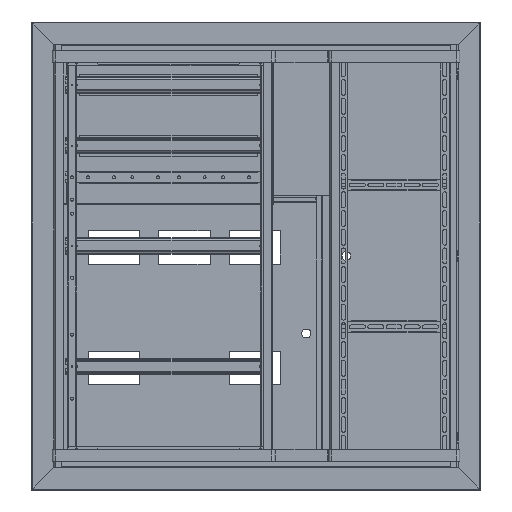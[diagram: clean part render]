
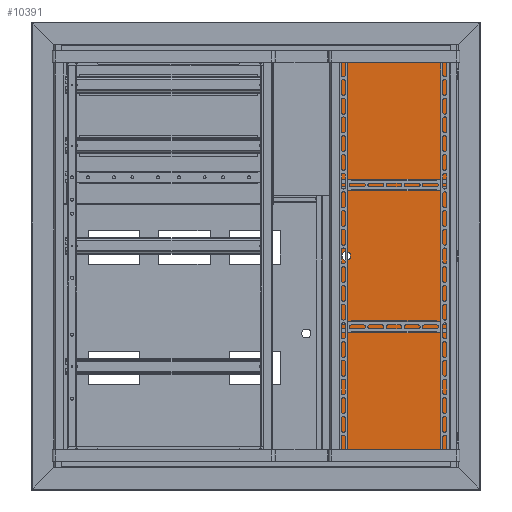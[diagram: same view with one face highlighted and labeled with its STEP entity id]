
A CAD part, top view. The second image highlights one B-rep face of the part: STEP entity #10391.
In plain terms, the highlighted planar face has unit normal (0, 0, 1).
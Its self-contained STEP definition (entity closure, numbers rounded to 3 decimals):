
#10391=ADVANCED_FACE('',(#21755,#21757),#21759,.T.);
#21755=FACE_BOUND('',#21756,.T.);
#21756=EDGE_LOOP('',(#29338,#29339,#29340,#29341));
#21757=FACE_BOUND('',#21758,.T.);
#21758=EDGE_LOOP('',(#29342,#29343,#29344,#29345));
#21759=PLANE('',#21760);
#21760=AXIS2_PLACEMENT_3D('',#21761,#21762,#21763);
#21761=CARTESIAN_POINT('',(0.,0.,0.));
#21762=DIRECTION('',(0.,0.,1.));
#21763=DIRECTION('',(1.,0.,0.));
#29338=ORIENTED_EDGE('',*,*,#33182,.F.);
#29339=ORIENTED_EDGE('',*,*,#33183,.F.);
#29340=ORIENTED_EDGE('',*,*,#33184,.F.);
#29341=ORIENTED_EDGE('',*,*,#33185,.F.);
#29342=ORIENTED_EDGE('',*,*,#33186,.F.);
#29343=ORIENTED_EDGE('',*,*,#33187,.F.);
#29344=ORIENTED_EDGE('',*,*,#33188,.F.);
#29345=ORIENTED_EDGE('',*,*,#33189,.F.);
#33182=EDGE_CURVE('',#37428,#37429,#37430,.T.);
#33183=EDGE_CURVE('',#37431,#37428,#37432,.T.);
#33184=EDGE_CURVE('',#37433,#37431,#37434,.T.);
#33185=EDGE_CURVE('',#37429,#37433,#37435,.T.);
#33186=EDGE_CURVE('',#37436,#37437,#37438,.T.);
#33187=EDGE_CURVE('',#37439,#37436,#37440,.T.);
#33188=EDGE_CURVE('',#37441,#37439,#37442,.T.);
#33189=EDGE_CURVE('',#37437,#37441,#37443,.T.);
#37428=VERTEX_POINT('',#48075);
#37429=VERTEX_POINT('',#48076);
#37430=LINE('',#48077,#48078);
#37431=VERTEX_POINT('',#48080);
#37432=LINE('',#48081,#48082);
#37433=VERTEX_POINT('',#48084);
#37434=LINE('',#48085,#48086);
#37435=LINE('',#48088,#48089);
#37436=VERTEX_POINT('',#48091);
#37437=VERTEX_POINT('',#48092);
#37438=CIRCLE('',#48093,9.75);
#37439=VERTEX_POINT('',#48097);
#37440=LINE('',#48098,#48099);
#37441=VERTEX_POINT('',#48101);
#37442=CIRCLE('',#48102,9.75);
#37443=LINE('',#48106,#48107);
#48075=CARTESIAN_POINT('',(130.5,445.5,0.));
#48076=CARTESIAN_POINT('',(130.5,-445.5,0.));
#48077=CARTESIAN_POINT('',(130.5,445.5,0.));
#48078=VECTOR('',#48079,1.);
#48079=DIRECTION('',(0.,-1.,0.));
#48080=CARTESIAN_POINT('',(-130.5,445.5,0.));
#48081=CARTESIAN_POINT('',(-130.5,445.5,0.));
#48082=VECTOR('',#48083,1.);
#48083=DIRECTION('',(1.,0.,0.));
#48084=CARTESIAN_POINT('',(-130.5,-445.5,0.));
#48085=CARTESIAN_POINT('',(-130.5,-445.5,0.));
#48086=VECTOR('',#48087,1.);
#48087=DIRECTION('',(0.,1.,0.));
#48088=CARTESIAN_POINT('',(130.5,-445.5,0.));
#48089=VECTOR('',#48090,1.);
#48090=DIRECTION('',(-1.,0.,0.));
#48091=CARTESIAN_POINT('',(94.,-4.776,0.));
#48092=CARTESIAN_POINT('',(111.,-4.776,0.));
#48093=AXIS2_PLACEMENT_3D('',#48094,#48095,#48096);
#48094=CARTESIAN_POINT('',(102.5,0.,0.));
#48095=DIRECTION('',(0.,0.,1.));
#48096=DIRECTION('',(-0.872,-0.49,0.));
#48097=CARTESIAN_POINT('',(94.,4.776,0.));
#48098=CARTESIAN_POINT('',(94.,4.776,0.));
#48099=VECTOR('',#48100,1.);
#48100=DIRECTION('',(0.,-1.,0.));
#48101=CARTESIAN_POINT('',(111.,4.776,0.));
#48102=AXIS2_PLACEMENT_3D('',#48103,#48104,#48105);
#48103=CARTESIAN_POINT('',(102.5,0.,0.));
#48104=DIRECTION('',(0.,0.,1.));
#48105=DIRECTION('',(0.872,0.49,0.));
#48106=CARTESIAN_POINT('',(111.,-4.776,0.));
#48107=VECTOR('',#48108,1.);
#48108=DIRECTION('',(0.,1.,0.));
